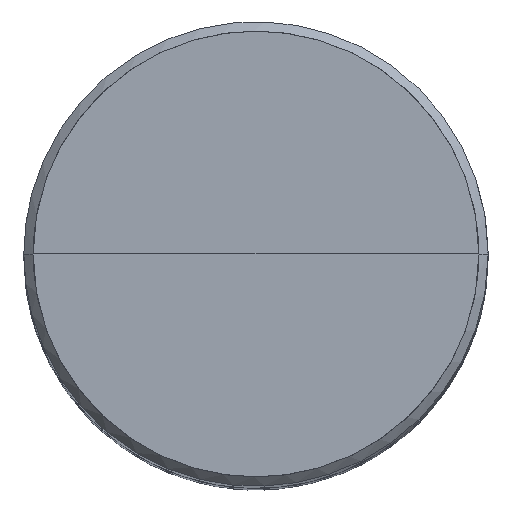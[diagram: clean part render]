
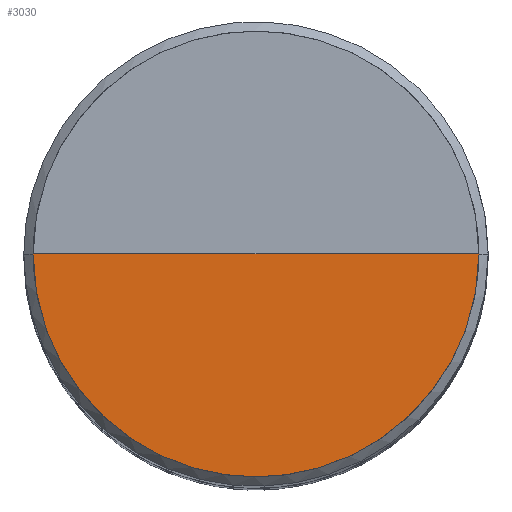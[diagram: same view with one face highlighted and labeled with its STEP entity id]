
A CAD part, top view. The second image highlights one B-rep face of the part: STEP entity #3030.
In plain terms, the highlighted free-form (B-spline) face has degree [1, 2] with [2, 5] control points.
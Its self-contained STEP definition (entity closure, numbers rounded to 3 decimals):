
#2590=CARTESIAN_POINT('',(12.0,0.0,58.8));
#2594=CARTESIAN_POINT('',(-12.0,0.0,58.8));
#2595=CARTESIAN_POINT('',(0.0,0.0,58.8));
#2608=CARTESIAN_POINT('',(-12.0,-12.0,58.8));
#2609=CARTESIAN_POINT('',(0.0,-12.0,58.8));
#2610=CARTESIAN_POINT('',(12.0,-12.0,58.8));
#3015=(
BOUNDED_SURFACE()
B_SPLINE_SURFACE(1,2,(
(#2594,#2608,#2609,#2610,#2590),
(#2595,#2595,#2595,#2595,#2595)
), .UNSPECIFIED.,.F.,.F.,.F.)
B_SPLINE_SURFACE_WITH_KNOTS((2,2),(3,2,3),(
0.0,1.0),(
0.0,0.5,1.0), .UNSPECIFIED.)
GEOMETRIC_REPRESENTATION_ITEM()
RATIONAL_B_SPLINE_SURFACE(((1.0,0.707,1.0,0.707,1.0),
(1.0,0.707,1.0,0.707,1.0)
))
REPRESENTATION_ITEM('')
SURFACE()
);
#3016=(
BOUNDED_CURVE()
B_SPLINE_CURVE(1,(#2595,#2590),.UNSPECIFIED.,.F.,.F.)
B_SPLINE_CURVE_WITH_KNOTS((2,2),
(0.0,1.0),.UNSPECIFIED.)
CURVE()
GEOMETRIC_REPRESENTATION_ITEM()
RATIONAL_B_SPLINE_CURVE((1.0,1.0))
REPRESENTATION_ITEM('')
);
#3017=(
BOUNDED_CURVE()
B_SPLINE_CURVE(2,(#2590,#2610,#2609,#2608,#2594),.UNSPECIFIED.,.F.,.F.)
B_SPLINE_CURVE_WITH_KNOTS((3,2,3),
(0.0,0.5,1.0),.UNSPECIFIED.)
CURVE()
GEOMETRIC_REPRESENTATION_ITEM()
RATIONAL_B_SPLINE_CURVE((1.0,0.707,1.0,0.707,1.0))
REPRESENTATION_ITEM('')
);
#3018=(
BOUNDED_CURVE()
B_SPLINE_CURVE(1,(#2594,#2595),.UNSPECIFIED.,.F.,.F.)
B_SPLINE_CURVE_WITH_KNOTS((2,2),
(0.0,1.0),.UNSPECIFIED.)
CURVE()
GEOMETRIC_REPRESENTATION_ITEM()
RATIONAL_B_SPLINE_CURVE((1.0,1.0))
REPRESENTATION_ITEM('')
);
#3019=VERTEX_POINT('',#2590);
#3020=VERTEX_POINT('',#2594);
#3021=VERTEX_POINT('',#2595);
#3022=EDGE_CURVE('',#3021,#3019,#3016,.T.);
#3023=EDGE_CURVE('',#3019,#3020,#3017,.T.);
#3024=EDGE_CURVE('',#3020,#3021,#3018,.T.);
#3025=ORIENTED_EDGE('',*,*,#3022,.T.);
#3026=ORIENTED_EDGE('',*,*,#3023,.T.);
#3027=ORIENTED_EDGE('',*,*,#3024,.T.);
#3028=EDGE_LOOP('',(#3025,#3026,#3027));
#3029=FACE_OUTER_BOUND('',#3028,.T.);
#3030=ADVANCED_FACE('',(#3029),#3015,.T.);
